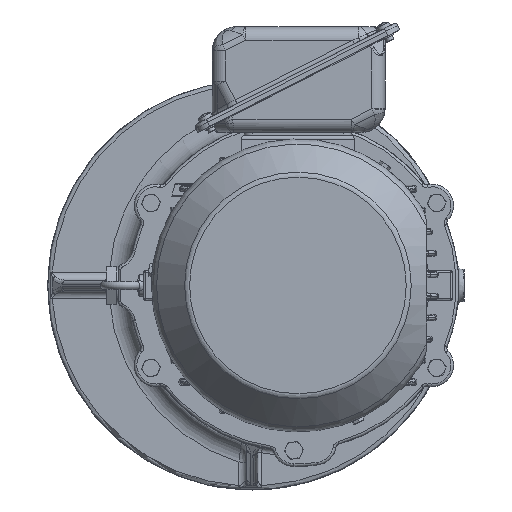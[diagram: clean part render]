
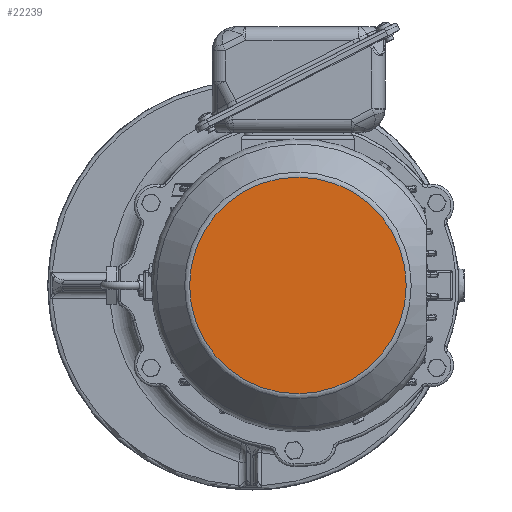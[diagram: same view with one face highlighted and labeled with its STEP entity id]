
A CAD part, left-side view. The second image highlights one B-rep face of the part: STEP entity #22239.
In plain terms, the highlighted planar face has unit normal (-1, 0, 0).
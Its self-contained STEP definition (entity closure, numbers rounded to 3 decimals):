
#249 = CARTESIAN_POINT ( 'NONE',  ( -336., -3., 0. ) ) ;
#5441 = CIRCLE ( 'NONE', #8029, 80.769 ) ;
#6864 = PLANE ( 'NONE',  #25655 ) ;
#8029 = AXIS2_PLACEMENT_3D ( 'NONE', #28504, #23538, #22724 ) ;
#15404 = EDGE_CURVE ( 'NONE', #70455, #70455, #5441, .T. ) ;
#19224 = DIRECTION ( 'NONE',  ( 0., -1., 0. ) ) ;
#22239 = ADVANCED_FACE ( 'NONE', ( #30817 ), #6864, .F. ) ;
#22724 = DIRECTION ( 'NONE',  ( 0., -1., 0. ) ) ;
#23538 = DIRECTION ( 'NONE',  ( -1., 0., 0. ) ) ;
#25655 = AXIS2_PLACEMENT_3D ( 'NONE', #249, #80741, #19224 ) ;
#26896 = ORIENTED_EDGE ( 'NONE', *, *, #15404, .T. ) ;
#28504 = CARTESIAN_POINT ( 'NONE',  ( -336., -3., 0. ) ) ;
#30817 = FACE_OUTER_BOUND ( 'NONE', #36940, .T. ) ;
#36940 = EDGE_LOOP ( 'NONE', ( #26896 ) ) ;
#51903 = CARTESIAN_POINT ( 'NONE',  ( -336., -83.769, 0. ) ) ;
#70455 = VERTEX_POINT ( 'NONE', #51903 ) ;
#80741 = DIRECTION ( 'NONE',  ( 1., 0., 0. ) ) ;
